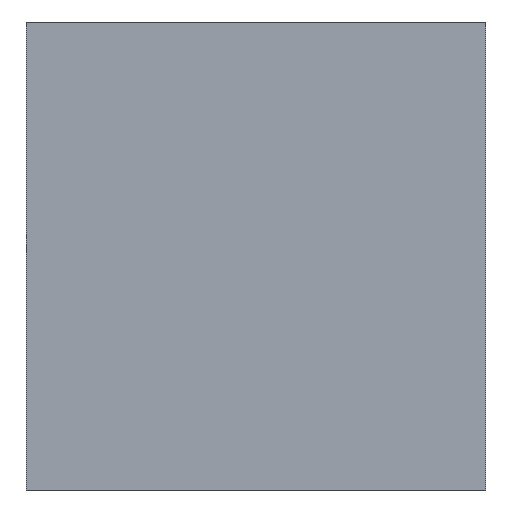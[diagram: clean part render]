
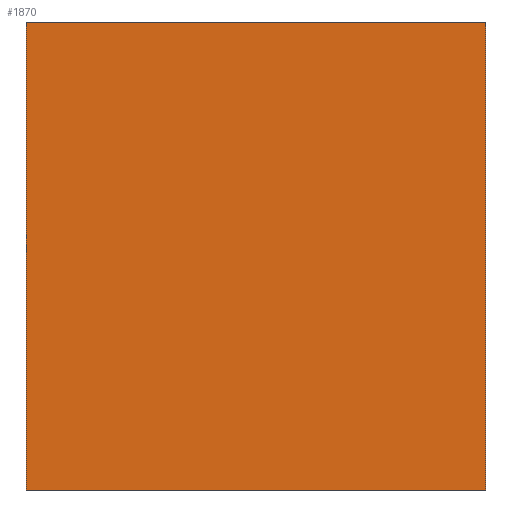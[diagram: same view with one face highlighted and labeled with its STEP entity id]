
A CAD part, left-side view. The second image highlights one B-rep face of the part: STEP entity #1870.
In plain terms, the highlighted planar face has unit normal (-1, 0, 0).
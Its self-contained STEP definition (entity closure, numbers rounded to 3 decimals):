
#276 = VERTEX_POINT ( 'NONE', #663 ) ;
#277 = VERTEX_POINT ( 'NONE', #664 ) ;
#281 = VERTEX_POINT ( 'NONE', #668 ) ;
#282 = VERTEX_POINT ( 'NONE', #669 ) ;
#663 = CARTESIAN_POINT ( 'NONE',  ( -37.5, 28., 27.5 ) ) ;
#664 = CARTESIAN_POINT ( 'NONE',  ( -37.5, -26., 27.5 ) ) ;
#668 = CARTESIAN_POINT ( 'NONE',  ( -37.5, -26., -27.5 ) ) ;
#669 = CARTESIAN_POINT ( 'NONE',  ( -37.5, 28., -27.5 ) ) ;
#727 = CARTESIAN_POINT ( 'NONE',  ( -37.5, 28., 27.5 ) ) ;
#728 = DIRECTION ( 'NONE',  ( 0., -1., 0. ) ) ;
#740 = CARTESIAN_POINT ( 'NONE',  ( -37.5, 28., -27.5 ) ) ;
#741 = DIRECTION ( 'NONE',  ( 0., -1., 0. ) ) ;
#744 = CARTESIAN_POINT ( 'NONE',  ( -37.5, 28., 27.5 ) ) ;
#748 = DIRECTION ( 'NONE',  ( 0., 0., -1. ) ) ;
#758 = CARTESIAN_POINT ( 'NONE',  ( -37.5, -26., 27.5 ) ) ;
#759 = DIRECTION ( 'NONE',  ( 0., 0., 1. ) ) ;
#878 = CARTESIAN_POINT ( 'NONE',  ( -37.5, 28., 27.5 ) ) ;
#962 = PLANE ( 'NONE',  #1794 ) ;
#973 = DIRECTION ( 'NONE',  ( 1., 0., 0. ) ) ;
#974 = DIRECTION ( 'NONE',  ( 0., 0., -1. ) ) ;
#1110 = ORIENTED_EDGE ( 'NONE', *, *, #1609, .T. ) ;
#1111 = ORIENTED_EDGE ( 'NONE', *, *, #1596, .F. ) ;
#1112 = ORIENTED_EDGE ( 'NONE', *, *, #1605, .T. ) ;
#1113 = ORIENTED_EDGE ( 'NONE', *, *, #1602, .T. ) ;
#1406 = EDGE_LOOP ( 'NONE', ( #1110, #1111, #1112, #1113 ) ) ;
#1596 = EDGE_CURVE ( 'NONE', #276, #277, #1944, .T. ) ;
#1602 = EDGE_CURVE ( 'NONE', #282, #281, #1954, .T. ) ;
#1605 = EDGE_CURVE ( 'NONE', #276, #282, #1961, .T. ) ;
#1609 = EDGE_CURVE ( 'NONE', #281, #277, #1968, .T. ) ;
#1794 = AXIS2_PLACEMENT_3D ( 'NONE', #878, #973, #974 ) ;
#1870 = ADVANCED_FACE ( 'NONE', ( #2083 ), #962, .F. ) ;
#1944 = LINE ( 'NONE', #727, #1949 ) ;
#1947 = VECTOR ( 'NONE', #741, 1000. ) ;
#1949 = VECTOR ( 'NONE', #728, 1000. ) ;
#1954 = LINE ( 'NONE', #740, #1947 ) ;
#1961 = LINE ( 'NONE', #744, #1967 ) ;
#1967 = VECTOR ( 'NONE', #748, 1000. ) ;
#1968 = LINE ( 'NONE', #758, #1970 ) ;
#1970 = VECTOR ( 'NONE', #759, 1000. ) ;
#2083 = FACE_OUTER_BOUND ( 'NONE', #1406, .T. ) ;
